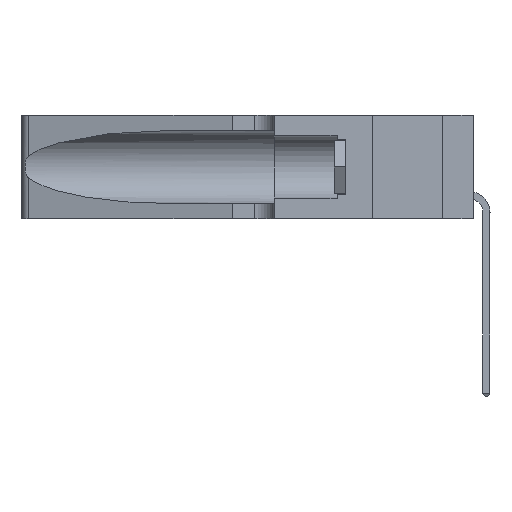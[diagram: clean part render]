
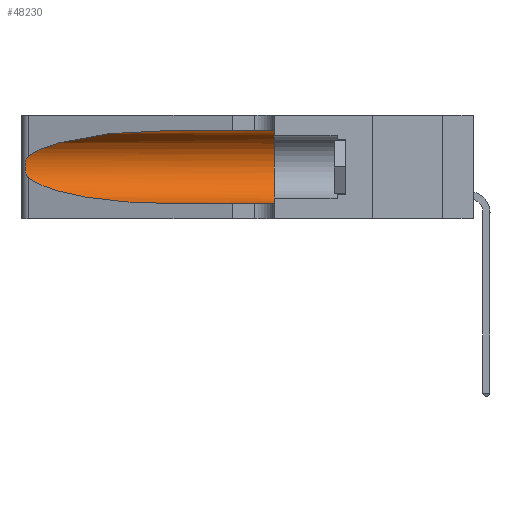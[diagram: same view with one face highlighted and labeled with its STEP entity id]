
A CAD part, left-side view. The second image highlights one B-rep face of the part: STEP entity #48230.
In plain terms, the highlighted cylindrical face has radius 3.308 mm (diameter 6.617 mm), a partial arc.
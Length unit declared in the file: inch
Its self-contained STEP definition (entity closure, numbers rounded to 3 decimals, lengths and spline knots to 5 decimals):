
#95 = CARTESIAN_POINT ( 'NONE',  ( 0.1305, 0.35, 0.185 ) ) ;
#1694 = VERTEX_POINT ( 'NONE', #2365 ) ;
#2365 = CARTESIAN_POINT ( 'NONE',  ( 0.25487, 1.22718, 0.22369 ) ) ;
#2405 = CIRCLE ( 'NONE', #13640, 0.13025 ) ;
#2429 = EDGE_CURVE ( 'NONE', #51705, #36655, #50841, .T. ) ;
#3641 = ORIENTED_EDGE ( 'NONE', *, *, #42295, .T. ) ;
#5566 = DIRECTION ( 'NONE',  ( 0., -1., 0. ) ) ;
#6055 = CARTESIAN_POINT ( 'NONE',  ( 0.25789, 1.23486, 0.15765 ) ) ;
#6858 = CARTESIAN_POINT ( 'NONE',  ( 0.1305, 1.61858, 0.185 ) ) ;
#7018 = VECTOR ( 'NONE', #5566, 39.37008 ) ;
#8181 = FACE_OUTER_BOUND ( 'NONE', #26519, .T. ) ;
#10009 = CARTESIAN_POINT ( 'NONE',  ( 0.1305, 0.72297, 0.05475 ) ) ;
#10143 = CARTESIAN_POINT ( 'NONE',  ( 0.25555, 1.22993, 0.14849 ) ) ;
#10313 = CARTESIAN_POINT ( 'NONE',  ( 0.26018, 1.23835, 0.19895 ) ) ;
#10333 = AXIS2_PLACEMENT_3D ( 'NONE', #6858, #51876, #31650 ) ;
#10682 = ORIENTED_EDGE ( 'NONE', *, *, #38491, .T. ) ;
#10952 = CARTESIAN_POINT ( 'NONE',  ( 0.18966, 0.96281, 0.31525 ) ) ;
#13312 = VERTEX_POINT ( 'NONE', #41606 ) ;
#13640 = AXIS2_PLACEMENT_3D ( 'NONE', #95, #36415, #32340 ) ;
#13655 = EDGE_CURVE ( 'NONE', #32534, #31712, #2405, .T. ) ;
#15866 = LINE ( 'NONE', #17373, #7018 ) ;
#17373 = CARTESIAN_POINT ( 'NONE',  ( 0.1305, 1.61858, 0.31525 ) ) ;
#18238 = CARTESIAN_POINT ( 'NONE',  ( 0.25487, 1.22718, 0.14631 ) ) ;
#18291 = CARTESIAN_POINT ( 'NONE',  ( 0.1305, 1.61858, 0.05475 ) ) ;
#19305 =( BOUNDED_CURVE ( )  B_SPLINE_CURVE ( 3, ( #47092, #10952, #47802, #27537 ),
 .UNSPECIFIED., .F., .F. ) 
 B_SPLINE_CURVE_WITH_KNOTS ( ( 4, 4 ),
 ( 1.5708, 2.84003 ),
 .UNSPECIFIED. ) 
 CURVE ( )  GEOMETRIC_REPRESENTATION_ITEM ( )  RATIONAL_B_SPLINE_CURVE ( ( 1., 0.87, 0.87, 1. ) ) 
 REPRESENTATION_ITEM ( '' )  );
#20391 = ORIENTED_EDGE ( 'NONE', *, *, #47349, .F. ) ;
#21925 = CARTESIAN_POINT ( 'NONE',  ( 0.25555, 1.22994, 0.2215 ) ) ;
#23029 = CARTESIAN_POINT ( 'NONE',  ( 0.25487, 1.22718, 0.14631 ) ) ;
#23379 = CARTESIAN_POINT ( 'NONE',  ( 0.2373, 1.15595, 0.08982 ) ) ;
#24820 = B_SPLINE_CURVE_WITH_KNOTS ( 'NONE', 3,
 ( #42539, #21925, #38303, #50344, #46806, #10313, #29758, #25999, #46450, #50001, #6055, #34408, #10143, #18238 ),
 .UNSPECIFIED., .F., .F.,
 ( 4, 2, 2, 2, 2, 2, 4 ),
 ( 0., 0.00027, 0.00053, 0.00107, 0.0016, 0.00187, 0.00214 ),
 .UNSPECIFIED. ) ;
#25323 = EDGE_CURVE ( 'NONE', #1694, #51705, #24820, .T. ) ;
#25999 = CARTESIAN_POINT ( 'NONE',  ( 0.26075, 1.23896, 0.178 ) ) ;
#26519 = EDGE_LOOP ( 'NONE', ( #3641, #41453, #29183, #10682, #46346, #20391 ) ) ;
#27184 = VECTOR ( 'NONE', #46680, 39.37008 ) ;
#27537 = CARTESIAN_POINT ( 'NONE',  ( 0.25487, 1.22718, 0.22369 ) ) ;
#28421 = CYLINDRICAL_SURFACE ( 'NONE', #10333, 0.13025 ) ;
#29183 = ORIENTED_EDGE ( 'NONE', *, *, #2429, .T. ) ;
#29758 = CARTESIAN_POINT ( 'NONE',  ( 0.26075, 1.23896, 0.19203 ) ) ;
#30277 = CARTESIAN_POINT ( 'NONE',  ( 0.1305, 0.35, 0.05475 ) ) ;
#31650 = DIRECTION ( 'NONE',  ( 0., 0., -1. ) ) ;
#31712 = VERTEX_POINT ( 'NONE', #30277 ) ;
#32340 = DIRECTION ( 'NONE',  ( 0., 0., 1. ) ) ;
#32534 = VERTEX_POINT ( 'NONE', #43797 ) ;
#34408 = CARTESIAN_POINT ( 'NONE',  ( 0.25639, 1.23186, 0.15144 ) ) ;
#36415 = DIRECTION ( 'NONE',  ( 0., 1., 0. ) ) ;
#36655 = VERTEX_POINT ( 'NONE', #10009 ) ;
#36872 = CARTESIAN_POINT ( 'NONE',  ( 0.1305, 0.72297, 0.05475 ) ) ;
#38019 = LINE ( 'NONE', #18291, #27184 ) ;
#38303 = CARTESIAN_POINT ( 'NONE',  ( 0.25639, 1.23184, 0.21858 ) ) ;
#38491 = EDGE_CURVE ( 'NONE', #36655, #31712, #38019, .T. ) ;
#41453 = ORIENTED_EDGE ( 'NONE', *, *, #25323, .T. ) ;
#41606 = CARTESIAN_POINT ( 'NONE',  ( 0.1305, 0.72297, 0.31525 ) ) ;
#42295 = EDGE_CURVE ( 'NONE', #13312, #1694, #19305, .T. ) ;
#42539 = CARTESIAN_POINT ( 'NONE',  ( 0.25487, 1.22718, 0.22369 ) ) ;
#43797 = CARTESIAN_POINT ( 'NONE',  ( 0.1305, 0.35, 0.31525 ) ) ;
#44118 = CARTESIAN_POINT ( 'NONE',  ( 0.18966, 0.96281, 0.05475 ) ) ;
#46346 = ORIENTED_EDGE ( 'NONE', *, *, #13655, .F. ) ;
#46450 = CARTESIAN_POINT ( 'NONE',  ( 0.26017, 1.23833, 0.17102 ) ) ;
#46680 = DIRECTION ( 'NONE',  ( 0., -1., 0. ) ) ;
#46806 = CARTESIAN_POINT ( 'NONE',  ( 0.25854, 1.2359, 0.20912 ) ) ;
#47092 = CARTESIAN_POINT ( 'NONE',  ( 0.1305, 0.72297, 0.31525 ) ) ;
#47349 = EDGE_CURVE ( 'NONE', #13312, #32534, #15866, .T. ) ;
#47802 = CARTESIAN_POINT ( 'NONE',  ( 0.2373, 1.15595, 0.28018 ) ) ;
#48230 = ADVANCED_FACE ( 'NONE', ( #8181 ), #28421, .F. ) ;
#48428 = CARTESIAN_POINT ( 'NONE',  ( 0.25487, 1.22718, 0.14631 ) ) ;
#50001 = CARTESIAN_POINT ( 'NONE',  ( 0.25856, 1.23593, 0.16098 ) ) ;
#50344 = CARTESIAN_POINT ( 'NONE',  ( 0.25787, 1.23484, 0.2124 ) ) ;
#50841 =( BOUNDED_CURVE ( )  B_SPLINE_CURVE ( 3, ( #23029, #23379, #44118, #36872 ),
 .UNSPECIFIED., .F., .T. ) 
 B_SPLINE_CURVE_WITH_KNOTS ( ( 4, 4 ),
 ( 3.44316, 4.71239 ),
 .UNSPECIFIED. ) 
 CURVE ( )  GEOMETRIC_REPRESENTATION_ITEM ( )  RATIONAL_B_SPLINE_CURVE ( ( 1., 0.87, 0.87, 1. ) ) 
 REPRESENTATION_ITEM ( '' )  );
#51705 = VERTEX_POINT ( 'NONE', #48428 ) ;
#51876 = DIRECTION ( 'NONE',  ( 0., -1., 0. ) ) ;
